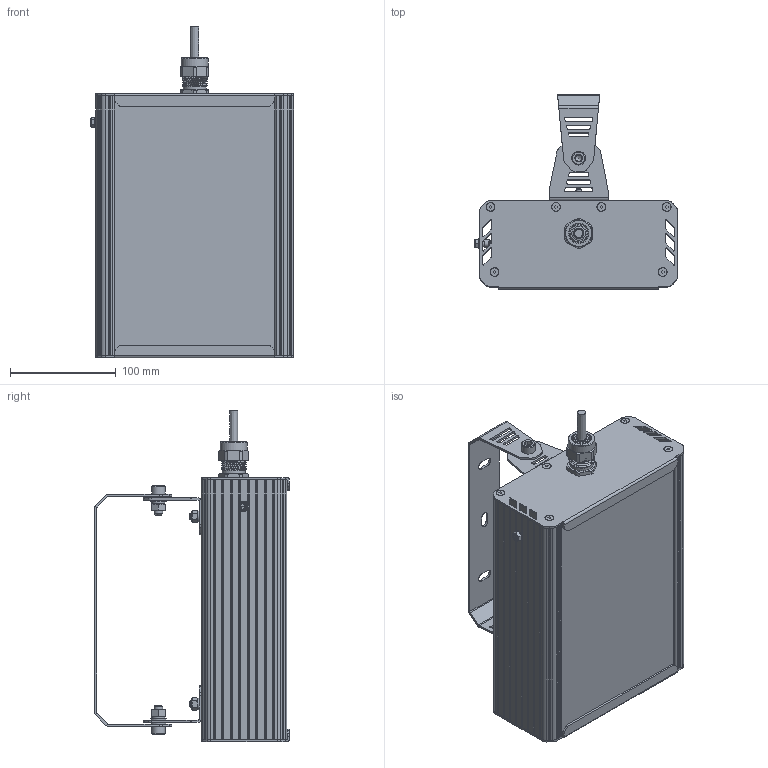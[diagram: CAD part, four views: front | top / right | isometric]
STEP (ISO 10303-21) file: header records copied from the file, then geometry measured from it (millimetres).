
FILE_DESCRIPTION(('STEP AP214'), '1');
FILE_NAME('001.0096.11.000 - ÃÑÏ-Ýêñòðà-Îïòèê-2Åõ-40', '', ('UNSPECIFIED'), ('UNSPECIFIED'), 'C3D Converter', 'C3D Toolkit', '');
FILE_SCHEMA(('AUTOMOTIVE_DESIGN { 1 0 10303 214 3 1 1}'));
Length unit declared in the file: millimetre
Products named in the file (44): 001.0096.11.000; #2910; #2969; #3028; #3087; #3172; #3231; #3290; #3349
Assembly tree (70 placements, depth 4):
  001.0096.11.000
    (unnamed)
      (unnamed)
      (unnamed)
      (unnamed)
      (unnamed)
      (unnamed)
      (unnamed)
      (unnamed)
      (unnamed)  x6
      (unnamed)  x6
      (unnamed)
      (unnamed)
      (unnamed)  x4
        (unnamed)
        (unnamed)
        (unnamed)
        (unnamed)
        (unnamed)
        (unnamed)
        (unnamed)
        (unnamed)
        (unnamed)
        (unnamed)
      (unnamed)
        (unnamed)
    (unnamed)
      (unnamed)
      (unnamed)
      (unnamed)  x2
      (unnamed)
      (unnamed)
      (unnamed)
      (unnamed)
      (unnamed)
      #2910
      #2969
      #3028
      #3087  x2
      #3172
      #3231
      #3290
      #3349
      (unnamed)
Bounding box: 192.43 x 184.68 x 314 mm (x, y, z)
Volume: 897195.7 mm3; surface area: 699616.2 mm2
Topology: 174 solids, 174 shells, 2865 faces, 6891 edges, 4588 vertices
Faces by surface type: plane 1940, cylinder 752, cone 89, bspline 75, torus 5, sphere 4
Full cylindrical faces by diameter (mm): 1 x4, 2 x8, 2.5 x16, 2.8 x100, 3.2 x4, 3.5 x24, 4 x13, 4.917 x2, 5 x2, 6 x5, 6.6 x2, 6.647 x2, 7 x2, 8 x14, 8.5 x4, 9 x56, 10 x1, 11 x2, 12.5 x1, 13 x3, 15 x4, 16 x1, 17 x1, 18 x1, 18.5 x1, 19 x1, 20 x1, 21.5 x1, 22 x2, 25.5 x1
Entity records: 94042 total; most frequent: CARTESIAN_POINT 47021, DIRECTION 8886, ORIENTED_EDGE 7786, EDGE_CURVE 3893, AXIS2_PLACEMENT_3D 3162, VERTEX_POINT 2693, LINE 2562, VECTOR 2562
